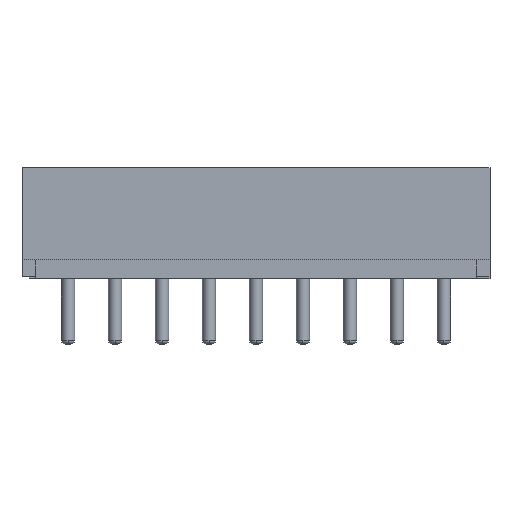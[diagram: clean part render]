
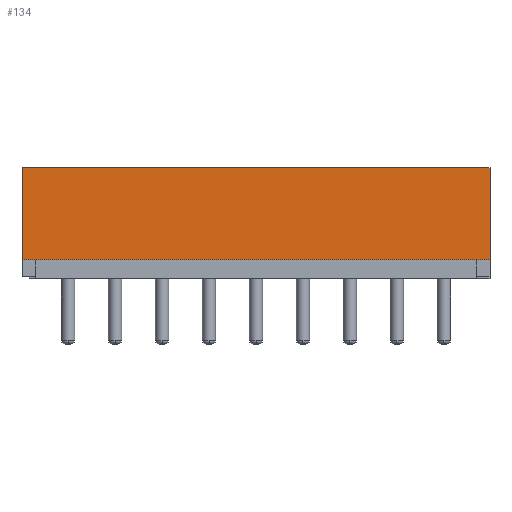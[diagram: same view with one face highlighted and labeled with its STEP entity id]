
A CAD part, top view. The second image highlights one B-rep face of the part: STEP entity #134.
In plain terms, the highlighted planar face has unit normal (0, 0, 1).
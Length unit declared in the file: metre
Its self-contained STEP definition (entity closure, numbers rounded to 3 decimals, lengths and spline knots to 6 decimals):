
#134 = ADVANCED_FACE( '', ( #385 ), #386, .T. );
#385 = FACE_OUTER_BOUND( '', #1463, .T. );
#386 = PLANE( '', #1464 );
#1463 = EDGE_LOOP( '', ( #2622, #2623, #2624, #2625 ) );
#1464 = AXIS2_PLACEMENT_3D( '', #2626, #2627, #2628 );
#2622 = ORIENTED_EDGE( '', *, *, #3313, .T. );
#2623 = ORIENTED_EDGE( '', *, *, #3314, .F. );
#2624 = ORIENTED_EDGE( '', *, *, #3315, .F. );
#2625 = ORIENTED_EDGE( '', *, *, #3316, .T. );
#2626 = CARTESIAN_POINT( '', ( -0.01245, -0.00295, 0.00247 ) );
#2627 = DIRECTION( '', ( 0., 0., 1. ) );
#2628 = DIRECTION( '', ( 1., 0., 0. ) );
#3313 = EDGE_CURVE( '', #3831, #3832, #3833, .T. );
#3314 = EDGE_CURVE( '', #3834, #3832, #3835, .T. );
#3315 = EDGE_CURVE( '', #3836, #3834, #3837, .T. );
#3316 = EDGE_CURVE( '', #3836, #3831, #3838, .T. );
#3831 = VERTEX_POINT( '', #4524 );
#3832 = VERTEX_POINT( '', #4525 );
#3833 = LINE( '', #4526, #4527 );
#3834 = VERTEX_POINT( '', #4528 );
#3835 = LINE( '', #4529, #4530 );
#3836 = VERTEX_POINT( '', #4531 );
#3837 = LINE( '', #4532, #4533 );
#3838 = LINE( '', #4534, #4535 );
#4524 = CARTESIAN_POINT( '', ( 0.01245, -0.00195, 0.00247 ) );
#4525 = CARTESIAN_POINT( '', ( 0.01245, 0.00295, 0.00247 ) );
#4526 = CARTESIAN_POINT( '', ( 0.01245, -0.00195, 0.00247 ) );
#4527 = VECTOR( '', #5107, 1. );
#4528 = CARTESIAN_POINT( '', ( -0.01245, 0.00295, 0.00247 ) );
#4529 = CARTESIAN_POINT( '', ( -0.01245, 0.00295, 0.00247 ) );
#4530 = VECTOR( '', #5108, 1. );
#4531 = CARTESIAN_POINT( '', ( -0.01245, -0.00195, 0.00247 ) );
#4532 = CARTESIAN_POINT( '', ( -0.01245, -0.00195, 0.00247 ) );
#4533 = VECTOR( '', #5109, 1. );
#4534 = CARTESIAN_POINT( '', ( -0.01245, -0.00195, 0.00247 ) );
#4535 = VECTOR( '', #5110, 1. );
#5107 = DIRECTION( '', ( 0., 1., 0. ) );
#5108 = DIRECTION( '', ( 1., 0., 0. ) );
#5109 = DIRECTION( '', ( 0., 1., 0. ) );
#5110 = DIRECTION( '', ( 1., 0., 0. ) );
